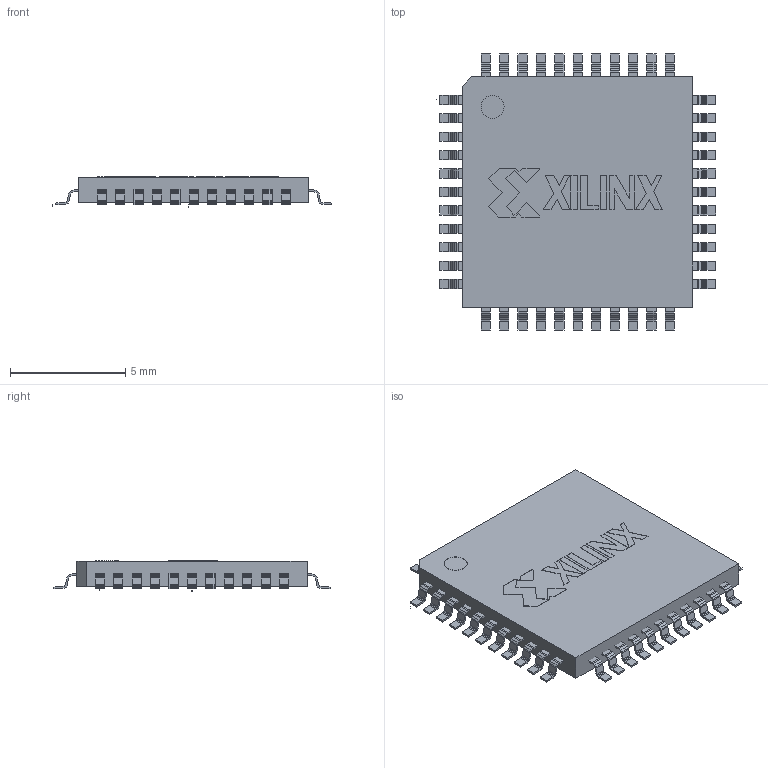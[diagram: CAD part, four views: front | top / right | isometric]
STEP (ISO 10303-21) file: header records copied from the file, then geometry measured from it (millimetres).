
FILE_DESCRIPTION (( 'STEP AP214' ), '1' );
FILE_NAME ('SW3dPS-VQFP-44.STEP', '2009-05-21T08:09:07', ( 'sysAdmin' ), ( 'SolidWorks' ), 'SwSTEP 2.0', 'SolidWorks 2009', '' );
FILE_SCHEMA (( 'AUTOMOTIVE_DESIGN' ));
Length unit declared in the file: millimetre
Products named in the file (25): SW3dPS-VQFP-44_358336721; SW3dPS-VQFP-44_376297297; SW3dPS-VQFP-44_Free-Models5; SW3dPS-VQFP-44_PINVQG-45; SW3dPS-VQFP-44_Extruded7; SW3dPS-VQFP-44_358335057; SW3dPS-VQFP-44_Board5; SW3dPS-VQFP-44_Extruded11; SW3dPS-VQFP-44_Extruded12; SW3dPS-VQFP-44_358334033; SW3dPS-VQFP-44_Free-Models4; SW3dPS-VQFP-44_Extruded10; SW3dPS-VQFP-44_Cylinder1; SW3dPS-VQFP-44_358102753; SW3dPS-VQFP-44_358340945; SW3dPS-VQFP-44_Extruded9; SW3dPS-VQFP-44_358335313; SW3dPS-VQFP-44_Board4; SW3dPS-VQFP-44_Free-Models3; SW3dPS-VQFP-44_VQFP-45; SW3dPS-VQFP-44_Extruded13; SW3dPS-VQFP-44; SW3dPS-VQFP-44_Board3; SW3dPS-VQFP-44_Extruded8; SW3dPS-VQFP-44_358334417
Assembly tree (69 placements, depth 8):
  SW3dPS-VQFP-44
    SW3dPS-VQFP-44_Board3
    SW3dPS-VQFP-44_Free-Models3
      SW3dPS-VQFP-44_VQFP-45
        SW3dPS-VQFP-44_Free-Models4
          SW3dPS-VQFP-44_358336721  x2
            SW3dPS-VQFP-44_Extruded12
          SW3dPS-VQFP-44_PINVQG-45  x44
            SW3dPS-VQFP-44_Board5
            SW3dPS-VQFP-44_Free-Models5
              SW3dPS-VQFP-44_376297297
                SW3dPS-VQFP-44_Extruded11
          SW3dPS-VQFP-44_358335057
            SW3dPS-VQFP-44_Extruded7
          SW3dPS-VQFP-44_358334033
            SW3dPS-VQFP-44_Extruded13
          SW3dPS-VQFP-44_358340945  x2
            SW3dPS-VQFP-44_Extruded10
          SW3dPS-VQFP-44_358334417
            SW3dPS-VQFP-44_Extruded8
          SW3dPS-VQFP-44_358335313
            SW3dPS-VQFP-44_Extruded9
          SW3dPS-VQFP-44_358102753
            SW3dPS-VQFP-44_Cylinder1
        SW3dPS-VQFP-44_Board4
Bounding box: 12.16 x 12 x 1.32 mm (x, y, z)
Volume: 111.9 mm3; surface area: 320 mm2
Topology: 99 solids, 99 shells, 1383 faces, 3555 edges, 2370 vertices
Faces by surface type: plane 1381, cylinder 2
Entity records: 4534 total; most frequent: DIRECTION 688, CARTESIAN_POINT 671, ORIENTED_EDGE 564, EDGE_CURVE 282, LINE 278, VECTOR 278, AXIS2_PLACEMENT_3D 205, VERTEX_POINT 188
